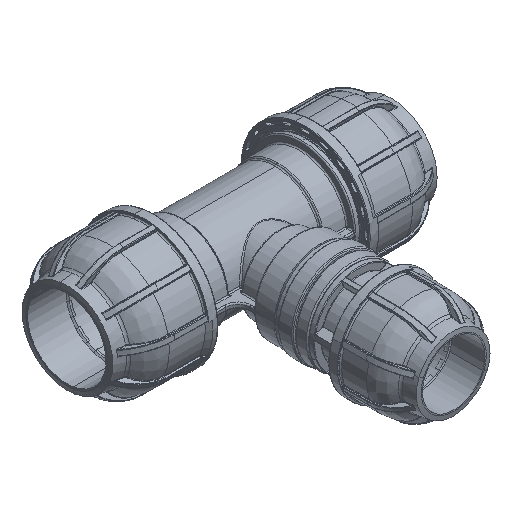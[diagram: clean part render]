
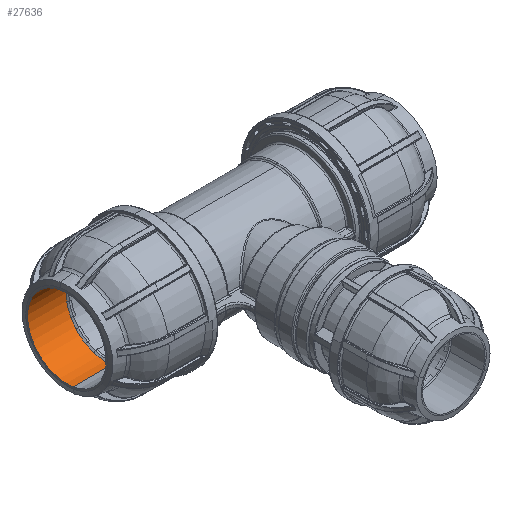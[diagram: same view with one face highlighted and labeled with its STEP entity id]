
A CAD part, isometric view. The second image highlights one B-rep face of the part: STEP entity #27636.
In plain terms, the highlighted cylindrical face has radius 32 mm (diameter 64 mm), a partial arc.
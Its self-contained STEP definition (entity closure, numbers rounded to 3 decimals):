
#910 = EDGE_CURVE ( 'NONE', #21600, #48291, #48512, .T. ) ;
#1687 = CARTESIAN_POINT ( 'NONE',  ( -101.3, 5.092, 31.592 ) ) ;
#2666 = ORIENTED_EDGE ( 'NONE', *, *, #30041, .F. ) ;
#7142 = DIRECTION ( 'NONE',  ( 0., -0.159, -0.987 ) ) ;
#10960 = CARTESIAN_POINT ( 'NONE',  ( -132.8, -5.092, -31.592 ) ) ;
#11265 = DIRECTION ( 'NONE',  ( 1., 0., 0. ) ) ;
#12478 = ORIENTED_EDGE ( 'NONE', *, *, #910, .F. ) ;
#13259 = FACE_OUTER_BOUND ( 'NONE', #83593, .T. ) ;
#14826 = CARTESIAN_POINT ( 'NONE',  ( -132.8, 5.092, 31.592 ) ) ;
#19964 = CARTESIAN_POINT ( 'NONE',  ( -132.8, -5.092, -31.592 ) ) ;
#20859 = LINE ( 'NONE', #19964, #23144 ) ;
#21600 = VERTEX_POINT ( 'NONE', #10960 ) ;
#21855 = ORIENTED_EDGE ( 'NONE', *, *, #43498, .T. ) ;
#23144 = VECTOR ( 'NONE', #49952, 1000. ) ;
#24102 = DIRECTION ( 'NONE',  ( -1., 0., 0. ) ) ;
#25874 = DIRECTION ( 'NONE',  ( -1., 0., 0. ) ) ;
#26503 = CARTESIAN_POINT ( 'NONE',  ( -132.8, 0., 0. ) ) ;
#27636 = ADVANCED_FACE ( 'NONE', ( #13259 ), #30381, .F. ) ;
#29195 = CARTESIAN_POINT ( 'NONE',  ( -132.8, 0., 0. ) ) ;
#29217 = VECTOR ( 'NONE', #24102, 1000. ) ;
#30041 = EDGE_CURVE ( 'NONE', #40673, #21600, #20859, .T. ) ;
#30381 = CYLINDRICAL_SURFACE ( 'NONE', #74244, 32. ) ;
#33370 = CARTESIAN_POINT ( 'NONE',  ( -132.8, 5.092, 31.592 ) ) ;
#33513 = DIRECTION ( 'NONE',  ( 0., -0.159, -0.987 ) ) ;
#34251 = CARTESIAN_POINT ( 'NONE',  ( -101.3, 0., 0. ) ) ;
#35248 = CARTESIAN_POINT ( 'NONE',  ( -101.3, -5.092, -31.592 ) ) ;
#40673 = VERTEX_POINT ( 'NONE', #35248 ) ;
#43498 = EDGE_CURVE ( 'NONE', #89722, #48291, #48691, .T. ) ;
#43767 = EDGE_CURVE ( 'NONE', #40673, #89722, #53241, .T. ) ;
#44536 = DIRECTION ( 'NONE',  ( 1., 0., 0. ) ) ;
#48291 = VERTEX_POINT ( 'NONE', #33370 ) ;
#48512 = CIRCLE ( 'NONE', #63799, 32. ) ;
#48691 = LINE ( 'NONE', #14826, #29217 ) ;
#49952 = DIRECTION ( 'NONE',  ( -1., 0., 0. ) ) ;
#53241 = CIRCLE ( 'NONE', #78111, 32. ) ;
#55002 = DIRECTION ( 'NONE',  ( 0., -0.159, -0.987 ) ) ;
#63799 = AXIS2_PLACEMENT_3D ( 'NONE', #29195, #44536, #7142 ) ;
#69980 = ORIENTED_EDGE ( 'NONE', *, *, #43767, .T. ) ;
#74244 = AXIS2_PLACEMENT_3D ( 'NONE', #26503, #25874, #33513 ) ;
#78111 = AXIS2_PLACEMENT_3D ( 'NONE', #34251, #11265, #55002 ) ;
#83593 = EDGE_LOOP ( 'NONE', ( #69980, #21855, #12478, #2666 ) ) ;
#89722 = VERTEX_POINT ( 'NONE', #1687 ) ;
